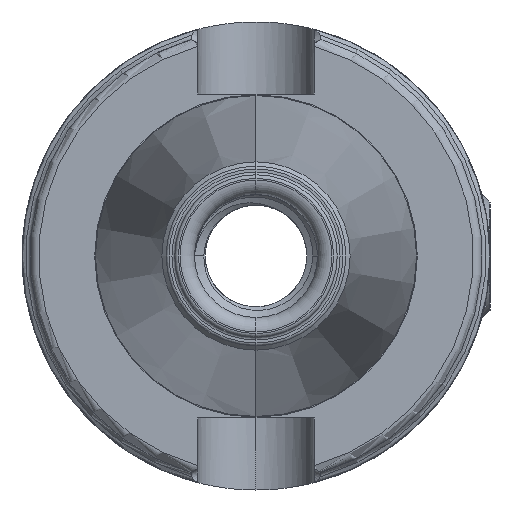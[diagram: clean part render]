
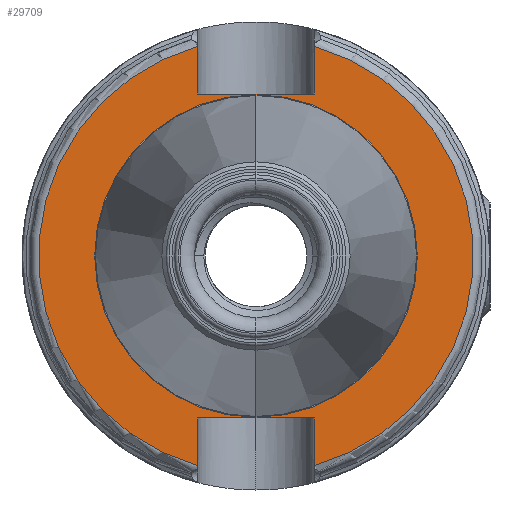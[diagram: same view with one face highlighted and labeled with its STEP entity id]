
A CAD part, left-side view. The second image highlights one B-rep face of the part: STEP entity #29709.
In plain terms, the highlighted planar face has unit normal (-1, 0, 0).
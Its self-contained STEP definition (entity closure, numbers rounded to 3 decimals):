
#3359 = ORIENTED_EDGE ( 'NONE', *, *, #24316, .T. ) ;
#6506 = CARTESIAN_POINT ( 'NONE',  ( -5., -8.075, 22.5 ) ) ;
#6512 = CARTESIAN_POINT ( 'NONE',  ( -5., 8.075, -22.5 ) ) ;
#6529 = CARTESIAN_POINT ( 'NONE',  ( -5., 8.075, 22.5 ) ) ;
#7687 = CARTESIAN_POINT ( 'NONE',  ( -5., 0., 22.398 ) ) ;
#7731 = CARTESIAN_POINT ( 'NONE',  ( -5., 0., -22.398 ) ) ;
#9327 = FACE_OUTER_BOUND ( 'NONE', #24835, .T. ) ;
#9353 = FACE_BOUND ( 'NONE', #24861, .T. ) ;
#9797 = CIRCLE ( 'NONE', #29339, 22.398 ) ;
#11099 = CARTESIAN_POINT ( 'NONE',  ( -5., -8.075, -22.5 ) ) ;
#11162 = DIRECTION ( 'NONE',  ( 0., -1., 0. ) ) ;
#11249 = CARTESIAN_POINT ( 'NONE',  ( -5., 0., 0. ) ) ;
#11310 = DIRECTION ( 'NONE',  ( -1., 0., 0. ) ) ;
#11341 = DIRECTION ( 'NONE',  ( 0., 0., 1. ) ) ;
#11528 = DIRECTION ( 'NONE',  ( 0., 0., 1. ) ) ;
#11552 = CARTESIAN_POINT ( 'NONE',  ( -5., 0., 0. ) ) ;
#11570 = CARTESIAN_POINT ( 'NONE',  ( -5., -8.075, 22.5 ) ) ;
#11581 = DIRECTION ( 'NONE',  ( -1., 0., 0. ) ) ;
#11587 = DIRECTION ( 'NONE',  ( 0., -1., 0. ) ) ;
#11713 = DIRECTION ( 'NONE',  ( 0., 0., 1. ) ) ;
#11755 = CARTESIAN_POINT ( 'NONE',  ( -5., 8.075, -32.5 ) ) ;
#12012 = CARTESIAN_POINT ( 'NONE',  ( -5., -8.075, -32.5 ) ) ;
#12070 = DIRECTION ( 'NONE',  ( 0., 0., 1. ) ) ;
#12078 = CARTESIAN_POINT ( 'NONE',  ( -5., 0., 0. ) ) ;
#12083 = DIRECTION ( 'NONE',  ( 0., 0., 1. ) ) ;
#12087 = DIRECTION ( 'NONE',  ( -1., 0., 0. ) ) ;
#12122 = CARTESIAN_POINT ( 'NONE',  ( -5., -8.075, 32.5 ) ) ;
#12126 = DIRECTION ( 'NONE',  ( 0., 0., -1. ) ) ;
#12189 = CARTESIAN_POINT ( 'NONE',  ( -5., 8.075, 32.5 ) ) ;
#12194 = DIRECTION ( 'NONE',  ( 0., 0., -1. ) ) ;
#18092 = AXIS2_PLACEMENT_3D ( 'NONE', #11552, #11581, #11528 ) ;
#18095 = AXIS2_PLACEMENT_3D ( 'NONE', #11249, #11310, #11341 ) ;
#21132 = CARTESIAN_POINT ( 'NONE',  ( -5., 0., 0. ) ) ;
#21142 = DIRECTION ( 'NONE',  ( 0., 0., 1. ) ) ;
#21164 = DIRECTION ( 'NONE',  ( -1., 0., 0. ) ) ;
#21283 = CARTESIAN_POINT ( 'NONE',  ( -5., 8.075, 29.1 ) ) ;
#21305 = CARTESIAN_POINT ( 'NONE',  ( -5., -8.075, -22.5 ) ) ;
#21320 = CARTESIAN_POINT ( 'NONE',  ( -5., -8.075, 29.1 ) ) ;
#21322 = CARTESIAN_POINT ( 'NONE',  ( -5., -8.075, -29.1 ) ) ;
#21360 = CARTESIAN_POINT ( 'NONE',  ( -5., 8.075, -29.1 ) ) ;
#23034 = ORIENTED_EDGE ( 'NONE', *, *, #24322, .F. ) ;
#24307 = EDGE_CURVE ( 'NONE', #31677, #25067, #25377, .T. ) ;
#24316 = EDGE_CURVE ( 'NONE', #25056, #25077, #25349, .T. ) ;
#24319 = EDGE_CURVE ( 'NONE', #31692, #31717, #25352, .T. ) ;
#24322 = EDGE_CURVE ( 'NONE', #31512, #31528, #25371, .T. ) ;
#24334 = EDGE_CURVE ( 'NONE', #25077, #31677, #25335, .T. ) ;
#24347 = EDGE_CURVE ( 'NONE', #25074, #25067, #25362, .T. ) ;
#24348 = EDGE_CURVE ( 'NONE', #25074, #25073, #25359, .T. ) ;
#24350 = EDGE_CURVE ( 'NONE', #25073, #31717, #25374, .T. ) ;
#24352 = EDGE_CURVE ( 'NONE', #25056, #31692, #25379, .T. ) ;
#24575 = EDGE_CURVE ( 'NONE', #31528, #31512, #9797, .T. ) ;
#24835 = EDGE_LOOP ( 'NONE', ( #3359, #29914, #29919, #29974, #29918, #29931, #29933, #29948 ) ) ;
#24861 = EDGE_LOOP ( 'NONE', ( #23034, #29958 ) ) ;
#25056 = VERTEX_POINT ( 'NONE', #21283 ) ;
#25067 = VERTEX_POINT ( 'NONE', #21305 ) ;
#25073 = VERTEX_POINT ( 'NONE', #21320 ) ;
#25074 = VERTEX_POINT ( 'NONE', #21322 ) ;
#25077 = VERTEX_POINT ( 'NONE', #21360 ) ;
#25330 = VECTOR ( 'NONE', #11162, 1000. ) ;
#25331 = VECTOR ( 'NONE', #12126, 1000. ) ;
#25335 = LINE ( 'NONE', #11755, #25351 ) ;
#25349 = CIRCLE ( 'NONE', #18095, 30.2 ) ;
#25351 = VECTOR ( 'NONE', #11713, 1000. ) ;
#25352 = LINE ( 'NONE', #11570, #25360 ) ;
#25355 = VECTOR ( 'NONE', #12070, 1000. ) ;
#25357 = VECTOR ( 'NONE', #12194, 1000. ) ;
#25359 = CIRCLE ( 'NONE', #29275, 30.2 ) ;
#25360 = VECTOR ( 'NONE', #11587, 1000. ) ;
#25362 = LINE ( 'NONE', #12012, #25355 ) ;
#25371 = CIRCLE ( 'NONE', #18092, 22.398 ) ;
#25374 = LINE ( 'NONE', #12122, #25331 ) ;
#25377 = LINE ( 'NONE', #11099, #25330 ) ;
#25379 = LINE ( 'NONE', #12189, #25357 ) ;
#26030 = PLANE ( 'NONE',  #29380 ) ;
#26032 = CARTESIAN_POINT ( 'NONE',  ( -5., 22.398, 0. ) ) ;
#26041 = DIRECTION ( 'NONE',  ( 0., 0., -1. ) ) ;
#26075 = DIRECTION ( 'NONE',  ( 1., 0., 0. ) ) ;
#29275 = AXIS2_PLACEMENT_3D ( 'NONE', #12078, #12087, #12083 ) ;
#29339 = AXIS2_PLACEMENT_3D ( 'NONE', #21132, #21164, #21142 ) ;
#29380 = AXIS2_PLACEMENT_3D ( 'NONE', #26032, #26075, #26041 ) ;
#29709 = ADVANCED_FACE ( 'NONE', ( #9327, #9353 ), #26030, .F. ) ;
#29914 = ORIENTED_EDGE ( 'NONE', *, *, #24334, .T. ) ;
#29918 = ORIENTED_EDGE ( 'NONE', *, *, #24348, .T. ) ;
#29919 = ORIENTED_EDGE ( 'NONE', *, *, #24307, .T. ) ;
#29931 = ORIENTED_EDGE ( 'NONE', *, *, #24350, .T. ) ;
#29933 = ORIENTED_EDGE ( 'NONE', *, *, #24319, .F. ) ;
#29948 = ORIENTED_EDGE ( 'NONE', *, *, #24352, .F. ) ;
#29958 = ORIENTED_EDGE ( 'NONE', *, *, #24575, .F. ) ;
#29974 = ORIENTED_EDGE ( 'NONE', *, *, #24347, .F. ) ;
#31512 = VERTEX_POINT ( 'NONE', #7687 ) ;
#31528 = VERTEX_POINT ( 'NONE', #7731 ) ;
#31677 = VERTEX_POINT ( 'NONE', #6512 ) ;
#31692 = VERTEX_POINT ( 'NONE', #6529 ) ;
#31717 = VERTEX_POINT ( 'NONE', #6506 ) ;
